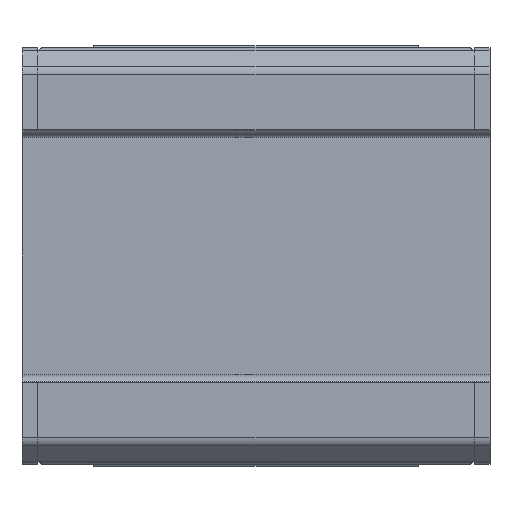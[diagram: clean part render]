
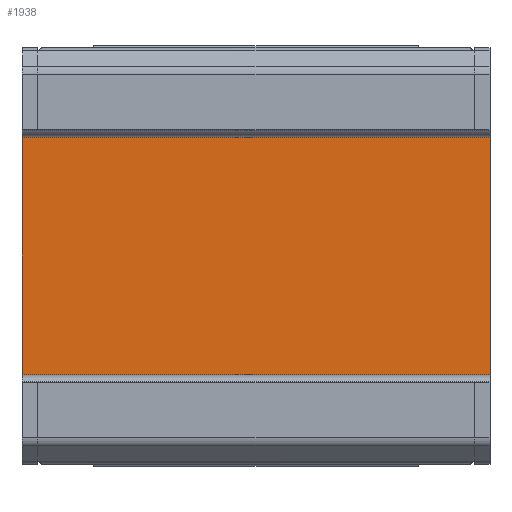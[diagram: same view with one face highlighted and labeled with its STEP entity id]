
A CAD part, front view. The second image highlights one B-rep face of the part: STEP entity #1938.
In plain terms, the highlighted planar face has unit normal (0, -1, 0).
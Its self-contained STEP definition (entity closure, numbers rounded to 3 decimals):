
#652=ORIENTED_EDGE('',*,*,#684,.F.);
#653=ORIENTED_EDGE('',*,*,#926,.F.);
#654=ORIENTED_EDGE('',*,*,#710,.T.);
#655=ORIENTED_EDGE('',*,*,#927,.T.);
#684=EDGE_CURVE('',#952,#953,#1132,.T.);
#710=EDGE_CURVE('',#976,#975,#1152,.T.);
#926=EDGE_CURVE('',#976,#952,#1322,.T.);
#927=EDGE_CURVE('',#975,#953,#1323,.T.);
#952=VERTEX_POINT('',#2704);
#953=VERTEX_POINT('',#2706);
#975=VERTEX_POINT('',#2758);
#976=VERTEX_POINT('',#2760);
#1132=LINE('',#2705,#1340);
#1152=LINE('',#2759,#1360);
#1322=LINE('',#3209,#1530);
#1323=LINE('',#3211,#1531);
#1340=VECTOR('',#2154,1000.);
#1360=VECTOR('',#2196,1000.);
#1530=VECTOR('',#2646,1000.);
#1531=VECTOR('',#2649,1000.);
#1648=EDGE_LOOP('',(#652,#653,#654,#655));
#1770=FACE_BOUND('',#1648,.T.);
#1836=PLANE('',#2115);
#1938=ADVANCED_FACE('',(#1770),#1836,.T.);
#2115=AXIS2_PLACEMENT_3D('',#3210,#2647,#2648);
#2154=DIRECTION('',(0.,0.,1.));
#2196=DIRECTION('',(0.,0.,1.));
#2646=DIRECTION('',(-1.,0.,0.));
#2647=DIRECTION('',(0.,-1.,0.));
#2648=DIRECTION('',(0.,0.,-1.));
#2649=DIRECTION('',(-1.,0.,0.));
#2704=CARTESIAN_POINT('',(-22.25,5.5,-11.7));
#2705=CARTESIAN_POINT('',(-22.25,5.5,-11.7));
#2706=CARTESIAN_POINT('',(-22.25,5.5,11.7));
#2758=CARTESIAN_POINT('',(22.25,5.5,11.7));
#2759=CARTESIAN_POINT('',(22.25,5.5,-11.7));
#2760=CARTESIAN_POINT('',(22.25,5.5,-11.7));
#3209=CARTESIAN_POINT('',(22.25,5.5,-11.7));
#3210=CARTESIAN_POINT('',(22.25,5.5,-11.7));
#3211=CARTESIAN_POINT('',(22.25,5.5,11.7));
